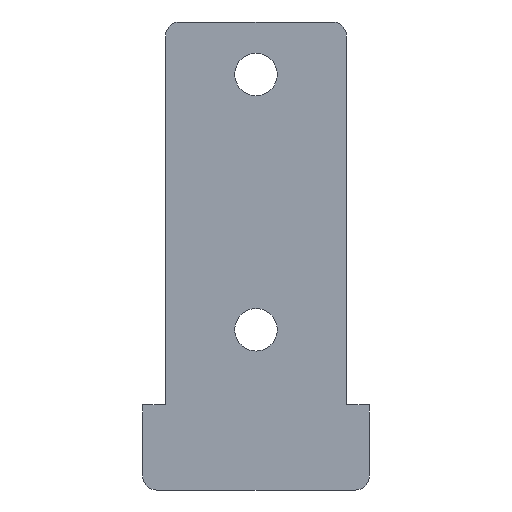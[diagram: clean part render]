
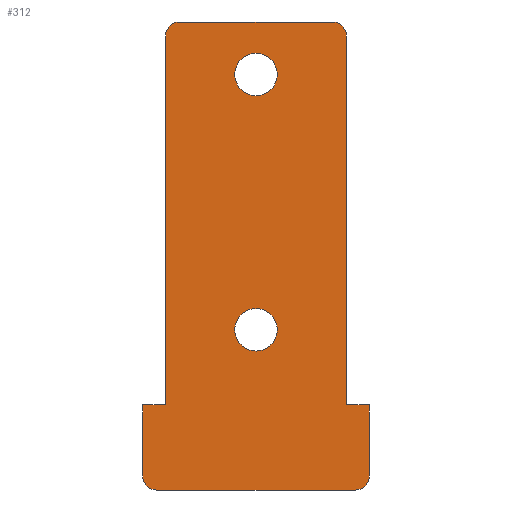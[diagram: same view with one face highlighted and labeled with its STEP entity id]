
A CAD part, left-side view. The second image highlights one B-rep face of the part: STEP entity #312.
In plain terms, the highlighted planar face has unit normal (-1, 0, 0).
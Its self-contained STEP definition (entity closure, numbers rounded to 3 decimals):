
#17=FACE_BOUND('',#63,.T.);
#18=FACE_BOUND('',#64,.T.);
#28=PLANE('',#354);
#44=FACE_OUTER_BOUND('',#62,.T.);
#62=EDGE_LOOP('',(#277,#278,#279,#280,#281,#282,#283,#284,#285,#286,#287,
#288));
#63=EDGE_LOOP('',(#289));
#64=EDGE_LOOP('',(#290));
#70=LINE('',#469,#100);
#74=LINE('',#481,#104);
#77=LINE('',#487,#107);
#80=LINE('',#493,#110);
#84=LINE('',#505,#114);
#88=LINE('',#517,#118);
#91=LINE('',#523,#121);
#94=LINE('',#527,#124);
#100=VECTOR('',#382,10.);
#104=VECTOR('',#394,10.);
#107=VECTOR('',#399,10.);
#110=VECTOR('',#404,10.);
#114=VECTOR('',#416,10.);
#118=VECTOR('',#428,10.);
#121=VECTOR('',#433,10.);
#124=VECTOR('',#438,10.);
#125=CIRCLE('',#328,1.5);
#127=CIRCLE('',#331,1.5);
#130=CIRCLE('',#335,1.);
#132=CIRCLE('',#339,1.);
#134=CIRCLE('',#345,1.);
#136=CIRCLE('',#349,1.);
#137=VERTEX_POINT('',#445);
#139=VERTEX_POINT('',#451);
#143=VERTEX_POINT('',#460);
#144=VERTEX_POINT('',#462);
#146=VERTEX_POINT('',#468);
#148=VERTEX_POINT('',#474);
#150=VERTEX_POINT('',#480);
#152=VERTEX_POINT('',#486);
#154=VERTEX_POINT('',#492);
#156=VERTEX_POINT('',#498);
#158=VERTEX_POINT('',#504);
#160=VERTEX_POINT('',#510);
#162=VERTEX_POINT('',#516);
#164=VERTEX_POINT('',#522);
#165=EDGE_CURVE('',#137,#137,#125,.T.);
#168=EDGE_CURVE('',#139,#139,#127,.T.);
#173=EDGE_CURVE('',#144,#143,#130,.T.);
#176=EDGE_CURVE('',#146,#144,#70,.T.);
#179=EDGE_CURVE('',#148,#146,#132,.T.);
#182=EDGE_CURVE('',#150,#148,#74,.T.);
#185=EDGE_CURVE('',#152,#150,#77,.T.);
#188=EDGE_CURVE('',#154,#152,#80,.T.);
#191=EDGE_CURVE('',#156,#154,#134,.T.);
#194=EDGE_CURVE('',#158,#156,#84,.T.);
#197=EDGE_CURVE('',#160,#158,#136,.T.);
#200=EDGE_CURVE('',#162,#160,#88,.T.);
#203=EDGE_CURVE('',#164,#162,#91,.T.);
#206=EDGE_CURVE('',#143,#164,#94,.T.);
#277=ORIENTED_EDGE('',*,*,#206,.T.);
#278=ORIENTED_EDGE('',*,*,#203,.T.);
#279=ORIENTED_EDGE('',*,*,#200,.T.);
#280=ORIENTED_EDGE('',*,*,#197,.T.);
#281=ORIENTED_EDGE('',*,*,#194,.T.);
#282=ORIENTED_EDGE('',*,*,#191,.T.);
#283=ORIENTED_EDGE('',*,*,#188,.T.);
#284=ORIENTED_EDGE('',*,*,#185,.T.);
#285=ORIENTED_EDGE('',*,*,#182,.T.);
#286=ORIENTED_EDGE('',*,*,#179,.T.);
#287=ORIENTED_EDGE('',*,*,#176,.T.);
#288=ORIENTED_EDGE('',*,*,#173,.T.);
#289=ORIENTED_EDGE('',*,*,#168,.T.);
#290=ORIENTED_EDGE('',*,*,#165,.T.);
#312=ADVANCED_FACE('',(#44,#17,#18),#28,.F.);
#328=AXIS2_PLACEMENT_3D('',#446,#359,#360);
#331=AXIS2_PLACEMENT_3D('',#452,#366,#367);
#335=AXIS2_PLACEMENT_3D('',#463,#376,#377);
#339=AXIS2_PLACEMENT_3D('',#475,#388,#389);
#345=AXIS2_PLACEMENT_3D('',#499,#410,#411);
#349=AXIS2_PLACEMENT_3D('',#511,#422,#423);
#354=AXIS2_PLACEMENT_3D('',#529,#441,#442);
#359=DIRECTION('center_axis',(1.,0.,0.));
#360=DIRECTION('ref_axis',(0.,1.,0.));
#366=DIRECTION('center_axis',(1.,0.,0.));
#367=DIRECTION('ref_axis',(0.,1.,0.));
#376=DIRECTION('center_axis',(-1.,0.,0.));
#377=DIRECTION('ref_axis',(0.,1.,0.));
#382=DIRECTION('',(0.,1.,0.));
#388=DIRECTION('center_axis',(-1.,0.,0.));
#389=DIRECTION('ref_axis',(0.,0.,1.));
#394=DIRECTION('',(0.,0.,1.));
#399=DIRECTION('',(0.,1.,0.));
#404=DIRECTION('',(0.,0.,1.));
#410=DIRECTION('center_axis',(-1.,0.,0.));
#411=DIRECTION('ref_axis',(0.,-1.,0.));
#416=DIRECTION('',(0.,-1.,0.));
#422=DIRECTION('center_axis',(-1.,0.,0.));
#423=DIRECTION('ref_axis',(0.,0.,-1.));
#428=DIRECTION('',(0.,0.,-1.));
#433=DIRECTION('',(0.,1.,0.));
#438=DIRECTION('',(0.,0.,-1.));
#441=DIRECTION('center_axis',(1.,0.,0.));
#442=DIRECTION('ref_axis',(0.,1.,0.));
#445=CARTESIAN_POINT('',(-139.654,-39.563,23.3));
#446=CARTESIAN_POINT('Origin',(-139.654,-38.063,23.3));
#451=CARTESIAN_POINT('',(-139.654,-39.563,5.3));
#452=CARTESIAN_POINT('Origin',(-139.654,-38.063,5.3));
#460=CARTESIAN_POINT('',(-139.654,-31.679,26.));
#462=CARTESIAN_POINT('',(-139.654,-32.679,27.));
#463=CARTESIAN_POINT('Origin',(-139.654,-32.679,26.));
#468=CARTESIAN_POINT('',(-139.654,-43.447,27.));
#469=CARTESIAN_POINT('',(-139.654,-32.679,27.));
#474=CARTESIAN_POINT('',(-139.654,-44.447,26.));
#475=CARTESIAN_POINT('Origin',(-139.654,-43.447,26.));
#480=CARTESIAN_POINT('',(-139.654,-44.447,0.));
#481=CARTESIAN_POINT('',(-139.654,-44.447,26.));
#486=CARTESIAN_POINT('',(-139.654,-46.063,0.));
#487=CARTESIAN_POINT('',(-139.654,-93.463,0.));
#492=CARTESIAN_POINT('',(-139.654,-46.063,-5.));
#493=CARTESIAN_POINT('',(-139.654,-46.063,-5.));
#498=CARTESIAN_POINT('',(-139.654,-45.063,-6.));
#499=CARTESIAN_POINT('Origin',(-139.654,-45.063,-5.));
#504=CARTESIAN_POINT('',(-139.654,-31.063,-6.));
#505=CARTESIAN_POINT('',(-139.654,-31.063,-6.));
#510=CARTESIAN_POINT('',(-139.654,-30.063,-5.));
#511=CARTESIAN_POINT('Origin',(-139.654,-31.063,-5.));
#516=CARTESIAN_POINT('',(-139.654,-30.063,0.));
#517=CARTESIAN_POINT('',(-139.654,-30.063,0.));
#522=CARTESIAN_POINT('',(-139.654,-31.679,0.));
#523=CARTESIAN_POINT('',(-139.654,-31.679,0.));
#527=CARTESIAN_POINT('',(-139.654,-31.679,3.));
#529=CARTESIAN_POINT('Origin',(-139.654,-38.063,10.5));
